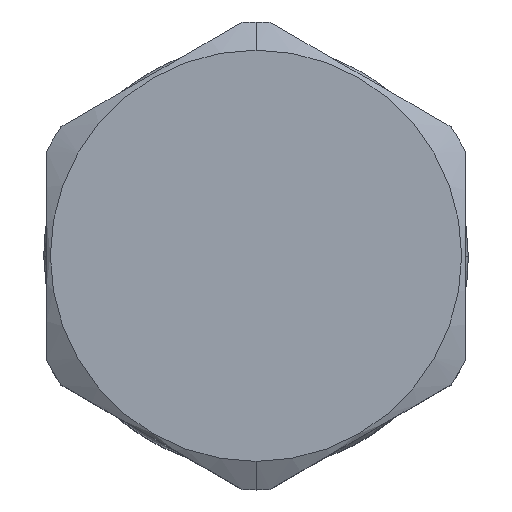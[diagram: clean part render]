
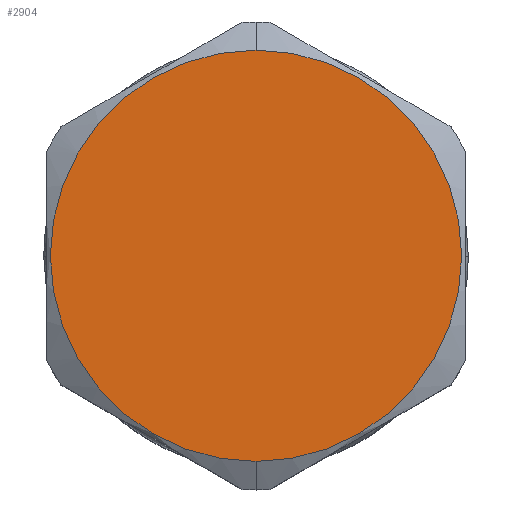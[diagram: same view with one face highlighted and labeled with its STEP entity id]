
A CAD part, top view. The second image highlights one B-rep face of the part: STEP entity #2904.
In plain terms, the highlighted planar face has unit normal (0, 0, 1).
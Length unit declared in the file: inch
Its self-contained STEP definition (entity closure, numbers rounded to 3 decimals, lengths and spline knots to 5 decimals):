
#848=CARTESIAN_POINT('',(0.,0.,2.561));
#849=DIRECTION('',(0.,0.,1.));
#850=DIRECTION('',(0.,-1.,0.));
#851=AXIS2_PLACEMENT_3D('',#848,#849,#850);
#853=CARTESIAN_POINT('',(0.,0.,2.561));
#854=DIRECTION('',(0.,0.,1.));
#855=DIRECTION('',(0.,1.,0.));
#856=AXIS2_PLACEMENT_3D('',#853,#854,#855);
#1706=CARTESIAN_POINT('',(0.,-0.43,2.561));
#1707=CARTESIAN_POINT('',(0.,0.43,2.561));
#1708=VERTEX_POINT('',#1706);
#1709=VERTEX_POINT('',#1707);
#2895=CARTESIAN_POINT('',(0.,0.,2.561));
#2896=DIRECTION('',(0.,0.,1.));
#2897=DIRECTION('',(0.,1.,0.));
#2898=AXIS2_PLACEMENT_3D('',#2895,#2896,#2897);
#2899=PLANE('',#2898);
#2900=ORIENTED_EDGE('',*,*,#2728,.F.);
#2901=ORIENTED_EDGE('',*,*,#2886,.F.);
#2902=EDGE_LOOP('',(#2900,#2901));
#2903=FACE_OUTER_BOUND('',#2902,.F.);
#2904=ADVANCED_FACE('',(#2903),#2899,.T.);
#852=CIRCLE('',#851,0.43);
#857=CIRCLE('',#856,0.43);
#2728=EDGE_CURVE('',#1708,#1709,#852,.T.);
#2886=EDGE_CURVE('',#1709,#1708,#857,.T.);
